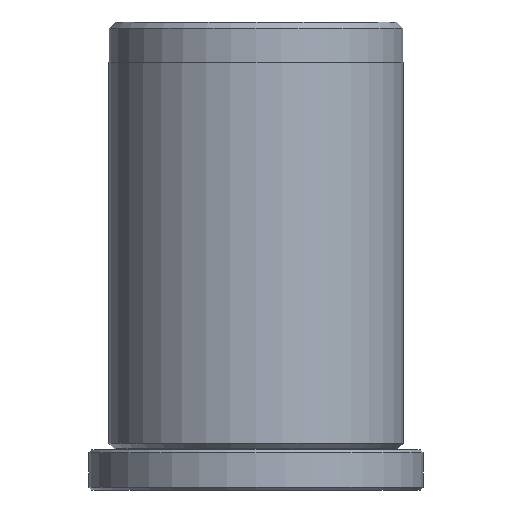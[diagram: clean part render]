
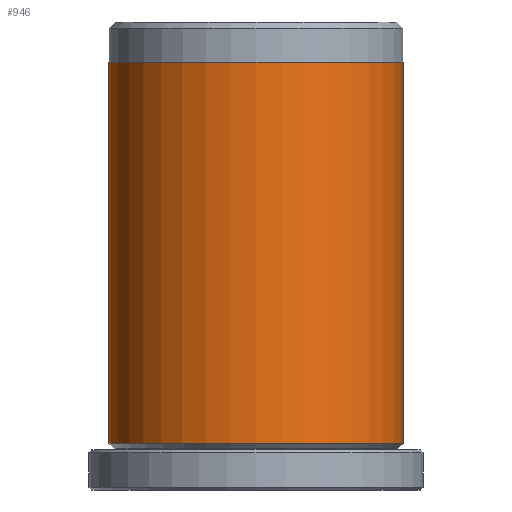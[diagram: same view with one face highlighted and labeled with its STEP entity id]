
A CAD part, front view. The second image highlights one B-rep face of the part: STEP entity #946.
In plain terms, the highlighted cylindrical face has radius 11 mm (diameter 22 mm), a partial arc.
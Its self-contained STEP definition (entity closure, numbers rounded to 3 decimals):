
#6 = EDGE_CURVE ( 'NONE', #1505, #485, #1149, .T. ) ;
#33 = CARTESIAN_POINT ( 'NONE',  ( 0., 0., 35. ) ) ;
#44 = AXIS2_PLACEMENT_3D ( 'NONE', #33, #1024, #1168 ) ;
#76 = LINE ( 'NONE', #86, #1114 ) ;
#83 = DIRECTION ( 'NONE',  ( 0., 0., 1. ) ) ;
#86 = CARTESIAN_POINT ( 'NONE',  ( 11., 0., 35. ) ) ;
#101 = EDGE_CURVE ( 'NONE', #1505, #808, #1007, .T. ) ;
#143 = CARTESIAN_POINT ( 'NONE',  ( 0., 0., 32. ) ) ;
#146 = CARTESIAN_POINT ( 'NONE',  ( -11., 0., 35. ) ) ;
#268 = CARTESIAN_POINT ( 'NONE',  ( -11., 0., 32. ) ) ;
#291 = EDGE_CURVE ( 'NONE', #485, #851, #76, .T. ) ;
#319 = AXIS2_PLACEMENT_3D ( 'NONE', #467, #1471, #611 ) ;
#331 = DIRECTION ( 'NONE',  ( 1., 0., 0. ) ) ;
#426 = ORIENTED_EDGE ( 'NONE', *, *, #291, .F. ) ;
#467 = CARTESIAN_POINT ( 'NONE',  ( 0., 0., 3.5 ) ) ;
#485 = VERTEX_POINT ( 'NONE', #1455 ) ;
#569 = AXIS2_PLACEMENT_3D ( 'NONE', #143, #83, #331 ) ;
#611 = DIRECTION ( 'NONE',  ( -1., 0., 0. ) ) ;
#732 = CARTESIAN_POINT ( 'NONE',  ( 11., 0., 3.5 ) ) ;
#808 = VERTEX_POINT ( 'NONE', #1718 ) ;
#851 = VERTEX_POINT ( 'NONE', #732 ) ;
#946 = ADVANCED_FACE ( 'NONE', ( #1792 ), #1028, .T. ) ;
#1007 = LINE ( 'NONE', #146, #1737 ) ;
#1022 = ORIENTED_EDGE ( 'NONE', *, *, #101, .T. ) ;
#1024 = DIRECTION ( 'NONE',  ( 0., 0., -1. ) ) ;
#1028 = CYLINDRICAL_SURFACE ( 'NONE', #44, 11. ) ;
#1114 = VECTOR ( 'NONE', #1522, 1000. ) ;
#1137 = DIRECTION ( 'NONE',  ( 0., 0., -1. ) ) ;
#1149 = CIRCLE ( 'NONE', #569, 11. ) ;
#1168 = DIRECTION ( 'NONE',  ( -1., 0., 0. ) ) ;
#1356 = ORIENTED_EDGE ( 'NONE', *, *, #6, .F. ) ;
#1373 = CIRCLE ( 'NONE', #319, 11. ) ;
#1455 = CARTESIAN_POINT ( 'NONE',  ( 11., 0., 32. ) ) ;
#1471 = DIRECTION ( 'NONE',  ( 0., 0., -1. ) ) ;
#1505 = VERTEX_POINT ( 'NONE', #268 ) ;
#1522 = DIRECTION ( 'NONE',  ( 0., 0., -1. ) ) ;
#1528 = EDGE_LOOP ( 'NONE', ( #426, #1356, #1022, #1786 ) ) ;
#1718 = CARTESIAN_POINT ( 'NONE',  ( -11., 0., 3.5 ) ) ;
#1737 = VECTOR ( 'NONE', #1137, 1000. ) ;
#1765 = EDGE_CURVE ( 'NONE', #851, #808, #1373, .T. ) ;
#1786 = ORIENTED_EDGE ( 'NONE', *, *, #1765, .F. ) ;
#1792 = FACE_OUTER_BOUND ( 'NONE', #1528, .T. ) ;
